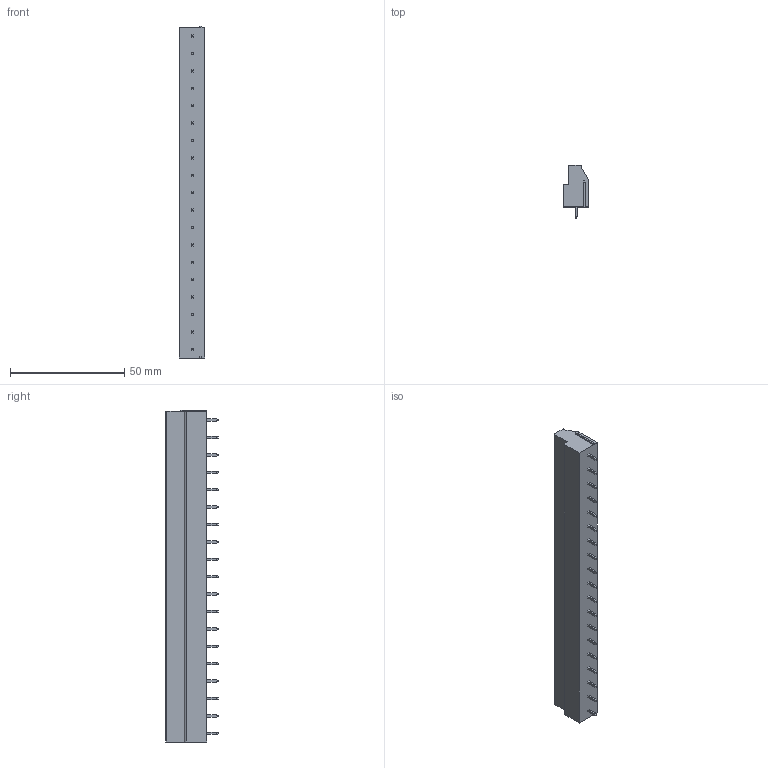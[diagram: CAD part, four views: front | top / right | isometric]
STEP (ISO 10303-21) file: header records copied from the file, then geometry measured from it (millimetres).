
FILE_DESCRIPTION((''),'2;1');
FILE_NAME('PRT0003','2024-10-21T',('sj'),(''),'PRO/ENGINEER BY PARAMETRIC TECHNOLOGY CORPORATION, 2013240','PRO/ENGINEER BY PARAMETRIC TECHNOLOGY CORPORATION, 2013240','');
FILE_SCHEMA(('AUTOMOTIVE_DESIGN_CC2 { 1 2 10303 214 -1 1 5 2 }'));
Length unit declared in the file: millimetre
Products named in the file (1): PRT0003
Bounding box: 11.2 x 23 x 145.38 mm (x, y, z)
Volume: 23943.8 mm3; surface area: 9620.1 mm2
Topology: 1 solids, 1 shells, 714 faces, 1697 edges, 1042 vertices
Faces by surface type: plane 478, cylinder 122, cone 76, torus 38
Entity records: 20213 total; most frequent: CARTESIAN_POINT 3605, DIRECTION 3445, ORIENTED_EDGE 3394, EDGE_CURVE 1697, VECTOR 1225, LINE 1225, AXIS2_PLACEMENT_3D 1110, VERTEX_POINT 1042
